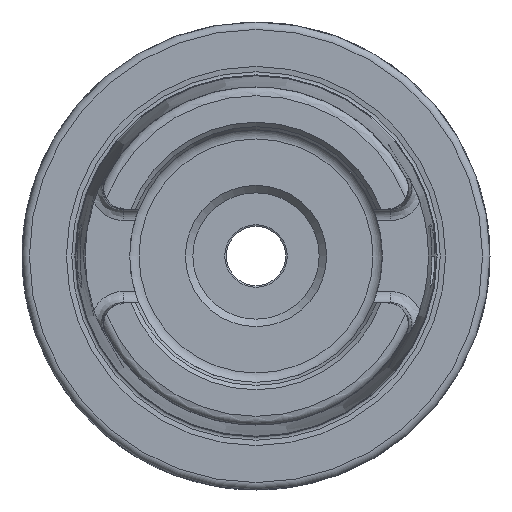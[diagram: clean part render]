
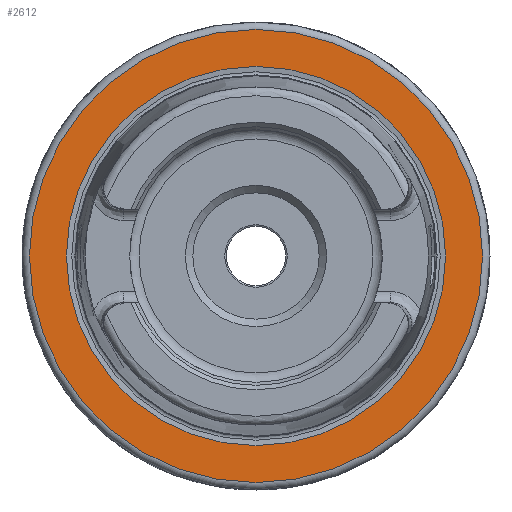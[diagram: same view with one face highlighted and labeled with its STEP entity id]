
A CAD part, left-side view. The second image highlights one B-rep face of the part: STEP entity #2612.
In plain terms, the highlighted planar face has unit normal (-1, 0, 0).
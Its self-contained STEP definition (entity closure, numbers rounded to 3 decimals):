
#125=PLANE('',#2921);
#259=FACE_OUTER_BOUND('',#617,.T.);
#425=CIRCLE('',#2919,25.521);
#426=CIRCLE('',#2920,25.521);
#427=CIRCLE('',#2922,30.5);
#428=CIRCLE('',#2923,30.5);
#470=FACE_BOUND('',#618,.T.);
#617=EDGE_LOOP('',(#2444,#2445));
#618=EDGE_LOOP('',(#2446,#2447));
#1221=VERTEX_POINT('',#6219);
#1222=VERTEX_POINT('',#6221);
#1223=VERTEX_POINT('',#6225);
#1224=VERTEX_POINT('',#6226);
#1630=EDGE_CURVE('',#1222,#1221,#425,.T.);
#1631=EDGE_CURVE('',#1221,#1222,#426,.T.);
#1632=EDGE_CURVE('',#1223,#1224,#427,.T.);
#1633=EDGE_CURVE('',#1224,#1223,#428,.T.);
#2444=ORIENTED_EDGE('',*,*,#1632,.F.);
#2445=ORIENTED_EDGE('',*,*,#1633,.F.);
#2446=ORIENTED_EDGE('',*,*,#1630,.T.);
#2447=ORIENTED_EDGE('',*,*,#1631,.T.);
#2612=ADVANCED_FACE('',(#259,#470),#125,.T.);
#2919=AXIS2_PLACEMENT_3D('',#6222,#3606,#3607);
#2920=AXIS2_PLACEMENT_3D('',#6223,#3608,#3609);
#2921=AXIS2_PLACEMENT_3D('',#6224,#3610,#3611);
#2922=AXIS2_PLACEMENT_3D('',#6227,#3612,#3613);
#2923=AXIS2_PLACEMENT_3D('',#6228,#3614,#3615);
#3606=DIRECTION('center_axis',(1.,0.,0.));
#3607=DIRECTION('ref_axis',(0.,0.,-1.));
#3608=DIRECTION('center_axis',(1.,0.,0.));
#3609=DIRECTION('ref_axis',(0.,0.,-1.));
#3610=DIRECTION('center_axis',(-1.,0.,0.));
#3611=DIRECTION('ref_axis',(0.,0.,1.));
#3612=DIRECTION('center_axis',(1.,0.,0.));
#3613=DIRECTION('ref_axis',(0.,0.,-1.));
#3614=DIRECTION('center_axis',(1.,0.,0.));
#3615=DIRECTION('ref_axis',(0.,0.,-1.));
#6219=CARTESIAN_POINT('',(0.,-25.521,0.));
#6221=CARTESIAN_POINT('',(0.,25.521,0.));
#6222=CARTESIAN_POINT('Origin',(0.,0.,
0.));
#6223=CARTESIAN_POINT('Origin',(0.,0.,
0.));
#6224=CARTESIAN_POINT('Origin',(0.,30.5,0.));
#6225=CARTESIAN_POINT('',(0.,30.5,0.));
#6226=CARTESIAN_POINT('',(0.,0.,30.5));
#6227=CARTESIAN_POINT('Origin',(0.,0.,
0.));
#6228=CARTESIAN_POINT('Origin',(0.,0.,
0.));
